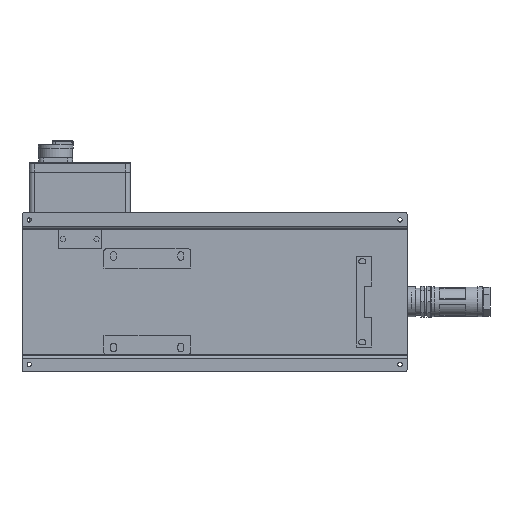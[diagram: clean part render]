
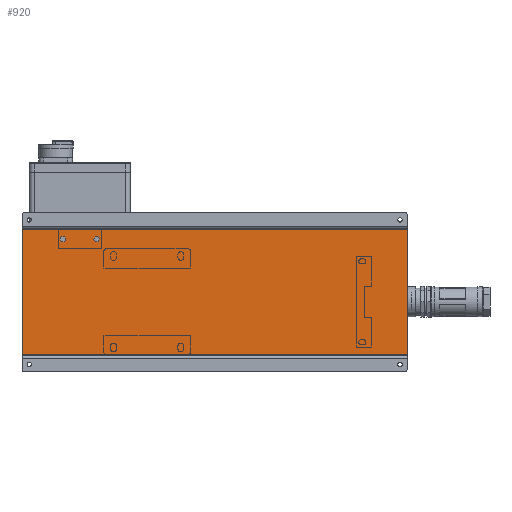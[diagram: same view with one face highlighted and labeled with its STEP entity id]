
A CAD part, front view. The second image highlights one B-rep face of the part: STEP entity #920.
In plain terms, the highlighted planar face has unit normal (0, -1, 0).
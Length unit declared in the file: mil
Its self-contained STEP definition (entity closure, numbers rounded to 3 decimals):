
#920 = ADVANCED_FACE ( 'NONE', ( #29960 ), #27357, .F. ) ;
#2332 = LINE ( 'NONE', #18669, #12328 ) ;
#3568 = DIRECTION ( 'NONE',  ( 0., 1., 0. ) ) ;
#5437 = DIRECTION ( 'NONE',  ( 0., 0., -1. ) ) ;
#6526 = DIRECTION ( 'NONE',  ( 1., 0., 0. ) ) ;
#6927 = AXIS2_PLACEMENT_3D ( 'NONE', #11754, #3568, #6526 ) ;
#8331 = DIRECTION ( 'NONE',  ( -1., 0., 0. ) ) ;
#9082 = VERTEX_POINT ( 'NONE', #23498 ) ;
#9732 = LINE ( 'NONE', #19954, #12847 ) ;
#11709 = VECTOR ( 'NONE', #5437, 39370.079 ) ;
#11754 = CARTESIAN_POINT ( 'NONE',  ( 15748.031, 2047.244, -5118.11 ) ) ;
#12328 = VECTOR ( 'NONE', #28728, 39370.079 ) ;
#12438 = EDGE_CURVE ( 'NONE', #22012, #9082, #16727, .T. ) ;
#12847 = VECTOR ( 'NONE', #30877, 39370.079 ) ;
#13130 = EDGE_CURVE ( 'NONE', #23468, #9082, #29653, .T. ) ;
#13413 = VECTOR ( 'NONE', #8331, 39370.079 ) ;
#15047 = ORIENTED_EDGE ( 'NONE', *, *, #13130, .F. ) ;
#15724 = ORIENTED_EDGE ( 'NONE', *, *, #12438, .T. ) ;
#16056 = ORIENTED_EDGE ( 'NONE', *, *, #23526, .T. ) ;
#16727 = LINE ( 'NONE', #24698, #11709 ) ;
#18669 = CARTESIAN_POINT ( 'NONE',  ( 15748.031, 2047.244, 5118.11 ) ) ;
#18749 = CARTESIAN_POINT ( 'NONE',  ( 15748.031, 2047.244, 5118.11 ) ) ;
#19954 = CARTESIAN_POINT ( 'NONE',  ( 15748.031, 2047.244, 5118.11 ) ) ;
#20166 = CARTESIAN_POINT ( 'NONE',  ( -15748.031, 2047.244, 5118.11 ) ) ;
#20376 = CARTESIAN_POINT ( 'NONE',  ( 15748.031, 2047.244, -5118.11 ) ) ;
#21490 = CARTESIAN_POINT ( 'NONE',  ( 15748.031, 2047.244, -5118.11 ) ) ;
#22012 = VERTEX_POINT ( 'NONE', #20166 ) ;
#22053 = VERTEX_POINT ( 'NONE', #18749 ) ;
#23468 = VERTEX_POINT ( 'NONE', #20376 ) ;
#23498 = CARTESIAN_POINT ( 'NONE',  ( -15748.031, 2047.244, -5118.11 ) ) ;
#23526 = EDGE_CURVE ( 'NONE', #22053, #22012, #2332, .T. ) ;
#24698 = CARTESIAN_POINT ( 'NONE',  ( -15748.031, 2047.244, -5118.11 ) ) ;
#27100 = EDGE_LOOP ( 'NONE', ( #15724, #15047, #32891, #16056 ) ) ;
#27357 = PLANE ( 'NONE',  #6927 ) ;
#27650 = EDGE_CURVE ( 'NONE', #22053, #23468, #9732, .T. ) ;
#28728 = DIRECTION ( 'NONE',  ( -1., 0., 0. ) ) ;
#29653 = LINE ( 'NONE', #21490, #13413 ) ;
#29960 = FACE_OUTER_BOUND ( 'NONE', #27100, .T. ) ;
#30877 = DIRECTION ( 'NONE',  ( 0., 0., -1. ) ) ;
#32891 = ORIENTED_EDGE ( 'NONE', *, *, #27650, .F. ) ;
